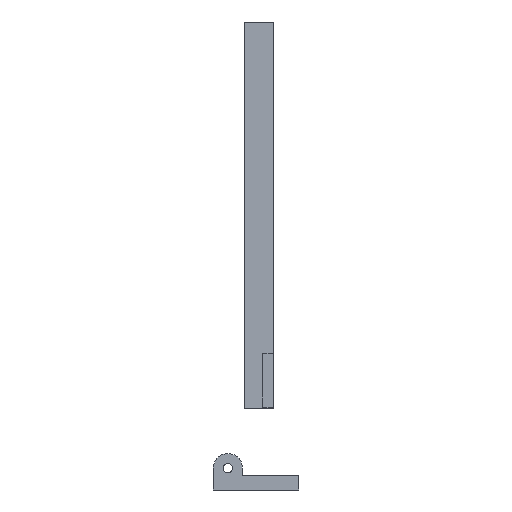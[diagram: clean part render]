
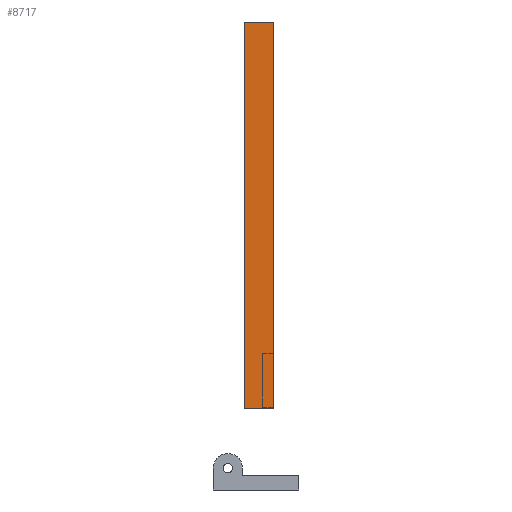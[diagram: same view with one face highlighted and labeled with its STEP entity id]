
A CAD part, front view. The second image highlights one B-rep face of the part: STEP entity #8717.
In plain terms, the highlighted planar face has unit normal (0, -1, 0).
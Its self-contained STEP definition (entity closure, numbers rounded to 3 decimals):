
#131 = EDGE_CURVE ( 'NONE', #247, #7232, #8295, .T. ) ;
#176 = ORIENTED_EDGE ( 'NONE', *, *, #6851, .T. ) ;
#247 = VERTEX_POINT ( 'NONE', #4718 ) ;
#458 = LINE ( 'NONE', #4690, #5758 ) ;
#466 = VECTOR ( 'NONE', #3452, 1000. ) ;
#515 = CARTESIAN_POINT ( 'NONE',  ( 0., 0., 0. ) ) ;
#1049 = CARTESIAN_POINT ( 'NONE',  ( 0., 0., 8. ) ) ;
#1362 = VERTEX_POINT ( 'NONE', #8417 ) ;
#1702 = LINE ( 'NONE', #6988, #2134 ) ;
#2134 = VECTOR ( 'NONE', #4807, 1000. ) ;
#2594 = VERTEX_POINT ( 'NONE', #1049 ) ;
#3392 = ORIENTED_EDGE ( 'NONE', *, *, #6414, .F. ) ;
#3452 = DIRECTION ( 'NONE',  ( 0., 0., 1. ) ) ;
#3786 = ORIENTED_EDGE ( 'NONE', *, *, #7279, .T. ) ;
#4690 = CARTESIAN_POINT ( 'NONE',  ( 0., 0., 8. ) ) ;
#4718 = CARTESIAN_POINT ( 'NONE',  ( 0., 0., 0. ) ) ;
#4784 = DIRECTION ( 'NONE',  ( -1., 0., 0. ) ) ;
#4807 = DIRECTION ( 'NONE',  ( 0., 0., 1. ) ) ;
#4813 = DIRECTION ( 'NONE',  ( -1., 0., 0. ) ) ;
#4970 = DIRECTION ( 'NONE',  ( -1., 0., 0. ) ) ;
#5169 = CARTESIAN_POINT ( 'NONE',  ( 0., 0., 0. ) ) ;
#5696 = AXIS2_PLACEMENT_3D ( 'NONE', #6398, #9296, #4970 ) ;
#5758 = VECTOR ( 'NONE', #4784, 1000. ) ;
#6062 = CARTESIAN_POINT ( 'NONE',  ( -106., 0., 0. ) ) ;
#6398 = CARTESIAN_POINT ( 'NONE',  ( 0., 0., 0. ) ) ;
#6414 = EDGE_CURVE ( 'NONE', #7232, #1362, #1702, .T. ) ;
#6418 = EDGE_LOOP ( 'NONE', ( #3786, #3392, #8811, #176 ) ) ;
#6439 = LINE ( 'NONE', #515, #466 ) ;
#6851 = EDGE_CURVE ( 'NONE', #247, #2594, #6439, .T. ) ;
#6988 = CARTESIAN_POINT ( 'NONE',  ( -106., 0., 0. ) ) ;
#7062 = FACE_OUTER_BOUND ( 'NONE', #6418, .T. ) ;
#7092 = PLANE ( 'NONE',  #5696 ) ;
#7232 = VERTEX_POINT ( 'NONE', #6062 ) ;
#7279 = EDGE_CURVE ( 'NONE', #2594, #1362, #458, .T. ) ;
#7831 = VECTOR ( 'NONE', #4813, 1000. ) ;
#8295 = LINE ( 'NONE', #5169, #7831 ) ;
#8417 = CARTESIAN_POINT ( 'NONE',  ( -106., 0., 8. ) ) ;
#8717 = ADVANCED_FACE ( 'NONE', ( #7062 ), #7092, .F. ) ;
#8811 = ORIENTED_EDGE ( 'NONE', *, *, #131, .F. ) ;
#9296 = DIRECTION ( 'NONE',  ( 0., 1., 0. ) ) ;
